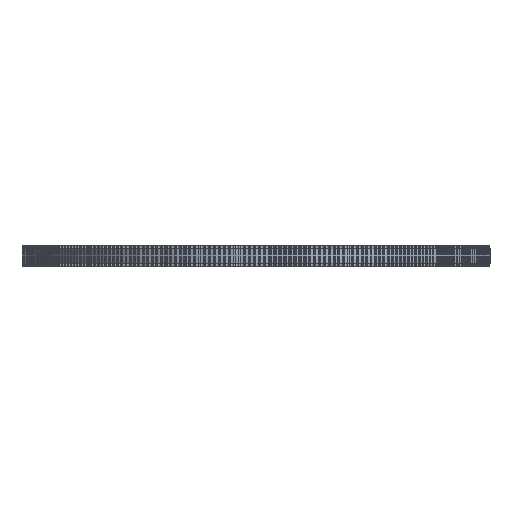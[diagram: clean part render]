
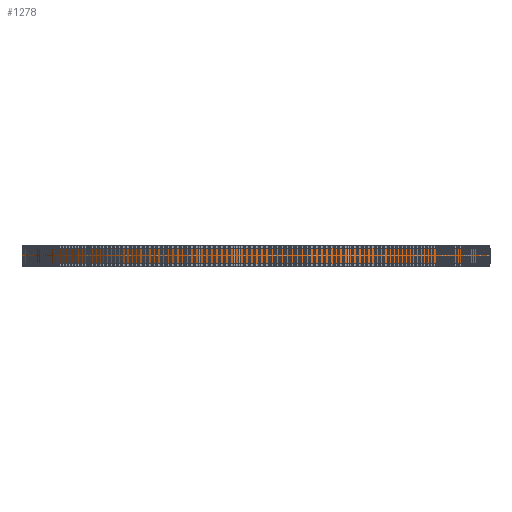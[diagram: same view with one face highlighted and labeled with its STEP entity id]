
A CAD part, left-side view. The second image highlights one B-rep face of the part: STEP entity #1278.
In plain terms, the highlighted cylindrical face has radius 91.992 mm (diameter 183.983 mm), a full revolution.
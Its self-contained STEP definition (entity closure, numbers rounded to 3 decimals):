
#97=FACE_BOUND('',#4752,.T.);
#98=FACE_BOUND('',#4753,.T.);
#1278=ADVANCED_FACE('',(#97,#98),#2435,.T.);
#2435=CYLINDRICAL_SURFACE('',#25575,91.992);
#4752=EDGE_LOOP('',(#14002));
#4753=EDGE_LOOP('',(#14003));
#14002=ORIENTED_EDGE('',*,*,#19786,.T.);
#14003=ORIENTED_EDGE('',*,*,#19787,.T.);
#16316=VERTEX_POINT('',#40620);
#16317=VERTEX_POINT('',#40622);
#19786=EDGE_CURVE('',#16316,#16316,#22100,.T.);
#19787=EDGE_CURVE('',#16317,#16317,#22101,.T.);
#22100=CIRCLE('',#25573,91.992);
#22101=CIRCLE('',#25574,91.992);
#25573=AXIS2_PLACEMENT_3D('',#40619,#33674,#33675);
#25574=AXIS2_PLACEMENT_3D('',#40621,#33676,#33677);
#25575=AXIS2_PLACEMENT_3D('',#40623,#33678,#33679);
#33674=DIRECTION('',(0.,0.,1.));
#33675=DIRECTION('',(1.,0.,0.));
#33676=DIRECTION('',(0.,0.,-1.));
#33677=DIRECTION('',(1.,0.,0.));
#33678=DIRECTION('',(0.,0.,1.));
#33679=DIRECTION('',(1.,0.,0.));
#40619=CARTESIAN_POINT('',(0.,0.,1.));
#40620=CARTESIAN_POINT('',(91.992,0.,1.));
#40621=CARTESIAN_POINT('',(0.,0.,7.));
#40622=CARTESIAN_POINT('',(91.992,0.,7.));
#40623=CARTESIAN_POINT('',(0.,0.,1.));
